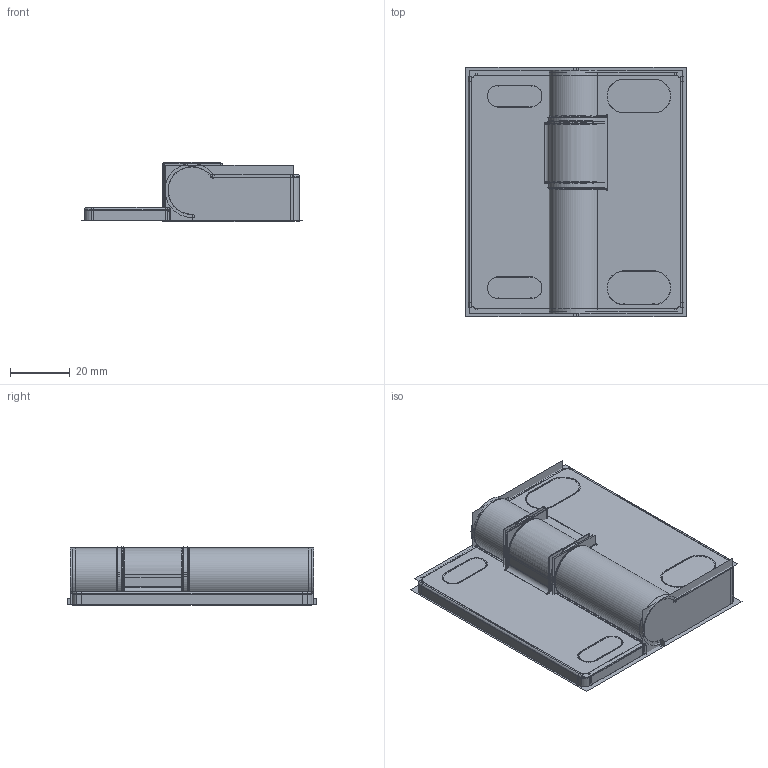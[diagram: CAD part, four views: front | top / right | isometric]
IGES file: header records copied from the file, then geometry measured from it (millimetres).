
Start section:  PTC IGES file: 212870.igs
Global section: file name: 212870.igs; native system: Creo Parametric by PTC Inc.; preprocessor: 2018300; author: pdmadmin; organization: Unknown; date: 20190809.105937; units: millimetre
Bounding box: 73.44 x 83.2 x 19.79 mm (x, y, z)
Volume: 59836.2 mm3; surface area: 94177.6 mm2
Topology: 5 solids, 5 shells, 238 faces, 1184 edges, 1505 vertices
Faces by surface type: revolution 154, bspline 84
